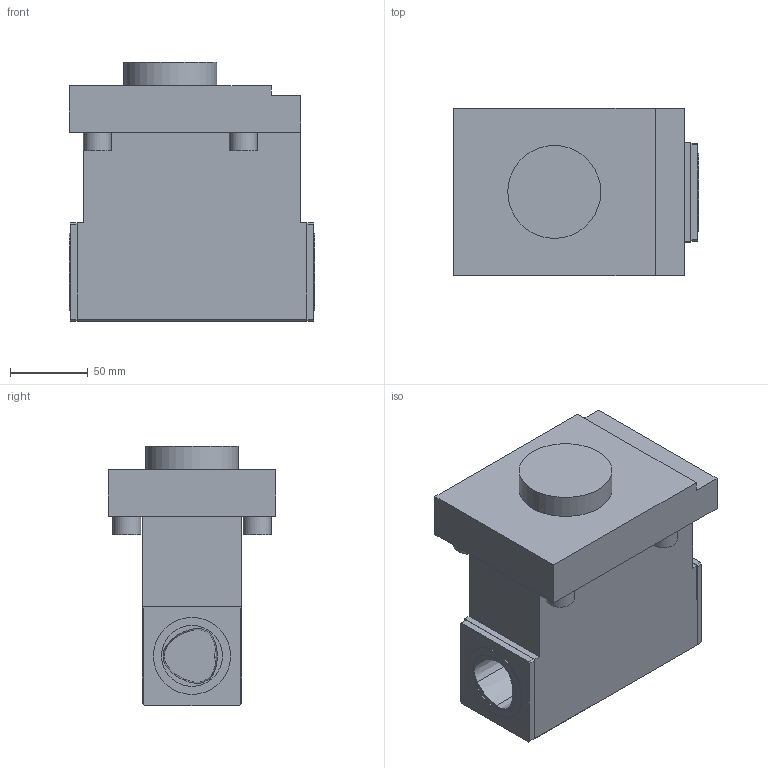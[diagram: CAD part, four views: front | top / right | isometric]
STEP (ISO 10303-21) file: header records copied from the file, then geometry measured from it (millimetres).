
FILE_DESCRIPTION(/* description */ (''),/* implementation_level */ '2;1');
FILE_NAME(/* name */ '1531192473823.stp',/* time_stamp */ '2018-07-10T08:44:45+05:00',/* author */ (''),/* organization */ ('SMS'),/* preprocessor_version */ 'ST-DEVELOPER v15',/* originating_system */ 'SIEMENS PLM Software NX 8.5',/* authorisation */ '');
FILE_SCHEMA (('AUTOMOTIVE_DESIGN { 1 0 10303 214 3 1 1 1 }'));
Length unit declared in the file: millimetre
Products named in the file (1): 201596827mod000_00
Bounding box: 158 x 108 x 167 mm (x, y, z)
Volume: 1631897.9 mm3; surface area: 113353.6 mm2
Topology: 1 solids, 1 shells, 72 faces, 173 edges, 122 vertices
Faces by surface type: plane 49, cone 12, cylinder 11
Full cylindrical faces by diameter (mm): 3 x2, 18 x4, 39.2 x2, 49.6 x1, 50.013 x1, 59.9 x1
Entity records: 2170 total; most frequent: CARTESIAN_POINT 459, DIRECTION 350, ORIENTED_EDGE 308, EDGE_CURVE 154, AXIS2_PLACEMENT_3D 121, VERTEX_POINT 110, LINE 108, VECTOR 108
